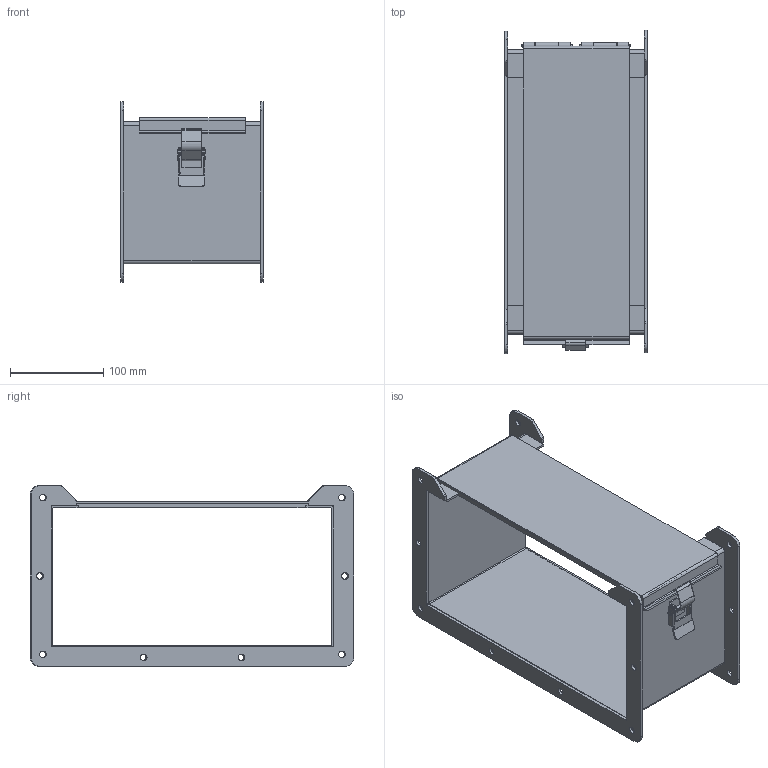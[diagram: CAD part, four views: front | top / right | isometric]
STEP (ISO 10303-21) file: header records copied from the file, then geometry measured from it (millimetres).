
FILE_DESCRIPTION (( 'STEP AP203' ), '1' );
FILE_NAME ('1485F6.step', '2020-11-19T14:44:40', ( 'ADC123' ), ( 'Microsoft' ), 'SwSTEP 2.0', 'SolidWorks 2019', '' );
FILE_SCHEMA (( 'CONFIG_CONTROL_DESIGN' ));
Length unit declared in the file: inch
Products named in the file (1): 1485F6
Bounding box: 152.4 x 347.22 x 193.68 mm (x, y, z)
Volume: 484696.2 mm3; surface area: 404518.3 mm2
Topology: 17 solids, 17 shells, 304 faces, 800 edges, 528 vertices
Faces by surface type: plane 188, cylinder 112, bspline 4
Full cylindrical faces by diameter (mm): 3.175 x3, 3.302 x2, 3.969 x2, 4.166 x2, 4.763 x3, 7.137 x16
Entity records: 9383 total; most frequent: CARTESIAN_POINT 1687, DIRECTION 1588, ORIENTED_EDGE 1526, EDGE_CURVE 763, AXIS2_PLACEMENT_3D 530, VECTOR 528, LINE 528, VERTEX_POINT 527
